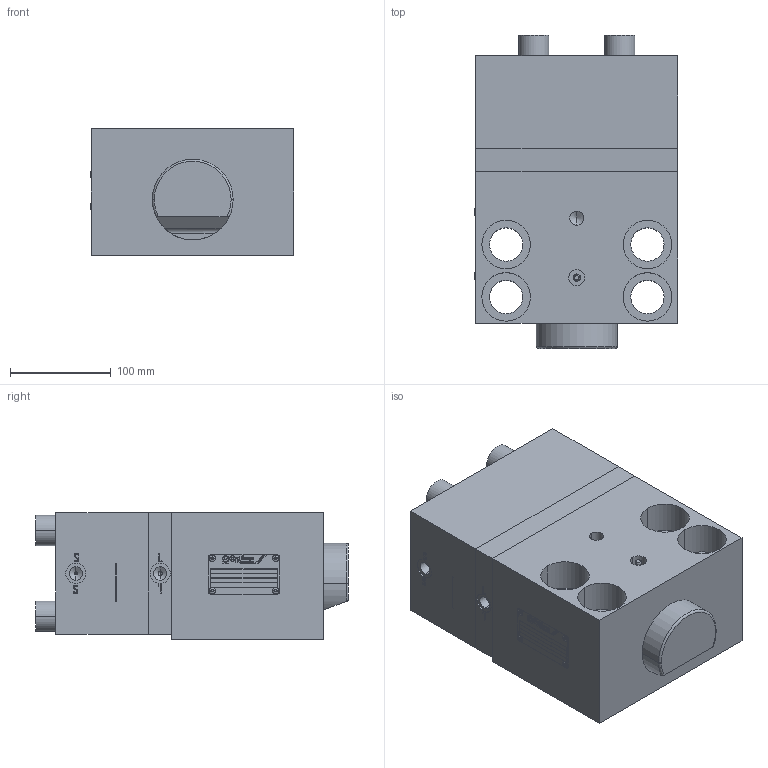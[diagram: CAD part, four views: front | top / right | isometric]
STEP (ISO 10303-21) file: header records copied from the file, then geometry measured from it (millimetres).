
FILE_DESCRIPTION(('STEP AP214'),'1');
FILE_NAME('38466508_HKS250_R.stp','2019-09-04T09:07:10',(' '),(' '),'Spatial InterOp 3D',' ',' ');
FILE_SCHEMA(('automotive_design'));
Length unit declared in the file: millimetre
Products named in the file (15): 1; 2; 3; 4; 5; 6; 7; 8; 9; 10; 11; 12; 13; 14; 15
Bounding box: 201.5 x 309.98 x 125 mm (x, y, z)
Volume: 5530574.3 mm3; surface area: 570281.8 mm2
Topology: 15 solids, 15 shells, 1212 faces, 3048 edges, 1985 vertices
Faces by surface type: plane 582, extrusion 266, cylinder 255, cone 54, torus 35, sphere 12, bspline 4, revolution 4
Entity records: 47478 total; most frequent: CARTESIAN_POINT 8865, ORIENTED_EDGE 6024, DIRECTION 5326, EDGE_CURVE 3012, VECTOR 2054, VERTEX_POINT 1985, LINE 1788, AXIS2_PLACEMENT_3D 1634
